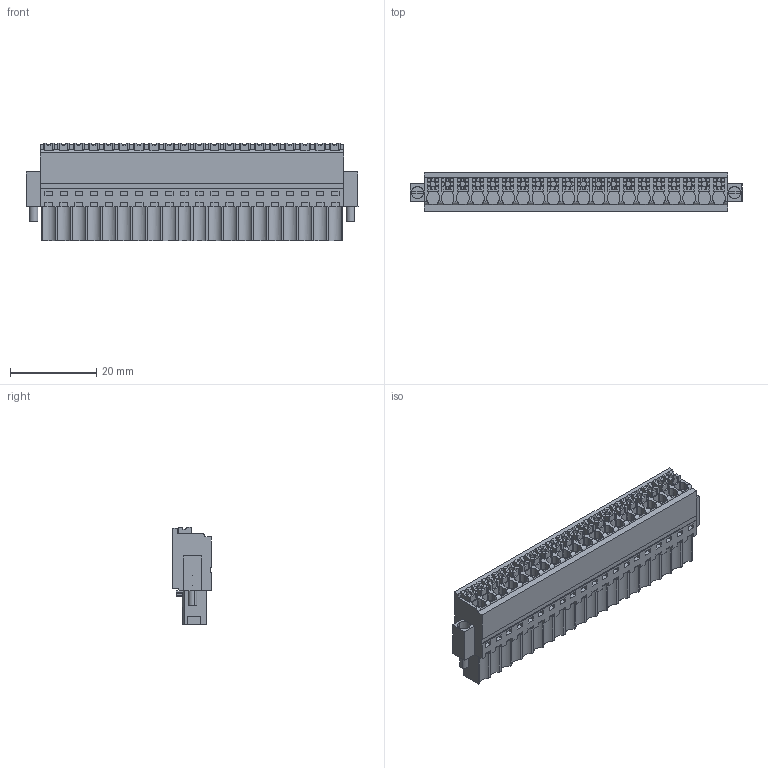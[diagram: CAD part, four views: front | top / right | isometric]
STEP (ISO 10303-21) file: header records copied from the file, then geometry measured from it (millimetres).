
FILE_DESCRIPTION(('CATIA V5 STEP','CAx-IF Rec.Pracs.--- Model Styling and Organization---1.4--- 2014-01-23'),'2;1');
FILE_NAME ('1529973-1_0', '2024-05-03T10:03:29+00:00', ('none'), ('Weidmueller'), 'CATIA Version 5-6 Release 2016 SP3 HF44', 'CATIA V5 STEP AP214', 'none');
FILE_SCHEMA(('AUTOMOTIVE_DESIGN { 1 0 10303 214 1 1 1 1 }'));
Products named in the file (1): 2925430000
Bounding box: 77 x 9 x 22.7 mm (x, y, z)
Volume: 10433.6 mm3; surface area: 8460.4 mm2
Topology: 23 solids, 23 shells, 1906 faces, 5687 edges, 3873 vertices
Faces by surface type: plane 1725, cylinder 181
Entity records: 59518 total; most frequent: CARTESIAN_POINT 12460, ORIENTED_EDGE 11374, DIRECTION 7212, EDGE_CURVE 5687, VECTOR 4757, LINE 4757, VERTEX_POINT 3873, EDGE_LOOP 1996
